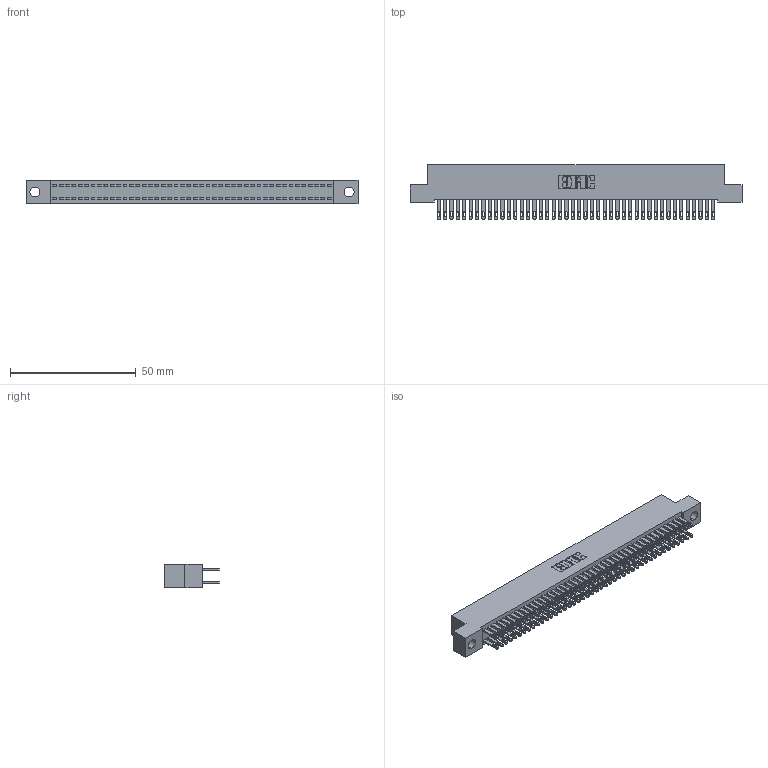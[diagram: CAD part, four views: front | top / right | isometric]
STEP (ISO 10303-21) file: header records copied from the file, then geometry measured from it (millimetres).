
FILE_DESCRIPTION (( 'STEP AP203' ), '1' );
FILE_NAME ('342-088-500-204.STEP', '2018-08-13T20:01:27', ( '' ), ( '' ), 'SwSTEP 2.0', 'SolidWorks 2016', '' );
FILE_SCHEMA (( 'CONFIG_CONTROL_DESIGN' ));
Length unit declared in the file: inch
Products named in the file (3): 342 Part_.156 TH; 345-292-001_345-293-100; 342-088-500-204
Assembly tree (89 placements, depth 2):
  342-088-500-204
    342 Part_.156 TH
    345-292-001_345-293-100  x88
Bounding box: 132.08 x 21.85 x 9.4 mm (x, y, z)
Volume: 12058.7 mm3; surface area: 20344.6 mm2
Topology: 89 solids, 89 shells, 4334 faces, 13235 edges, 8822 vertices
Faces by surface type: plane 2706, cylinder 1628
Entity records: 27849 total; most frequent: CARTESIAN_POINT 4610, ORIENTED_EDGE 4546, DIRECTION 3937, EDGE_CURVE 2273, LINE 2141, VECTOR 2141, VERTEX_POINT 1514, AXIS2_PLACEMENT_3D 898
